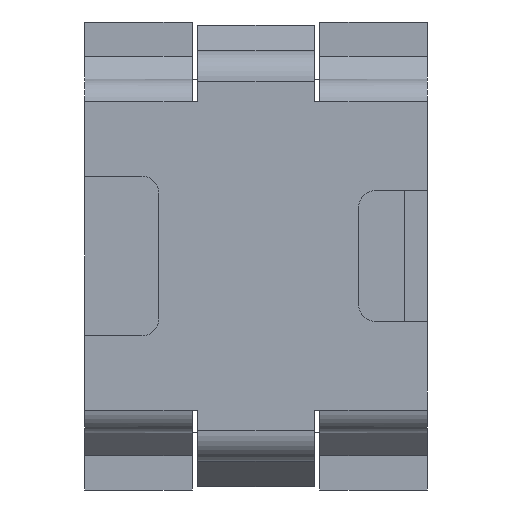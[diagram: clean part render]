
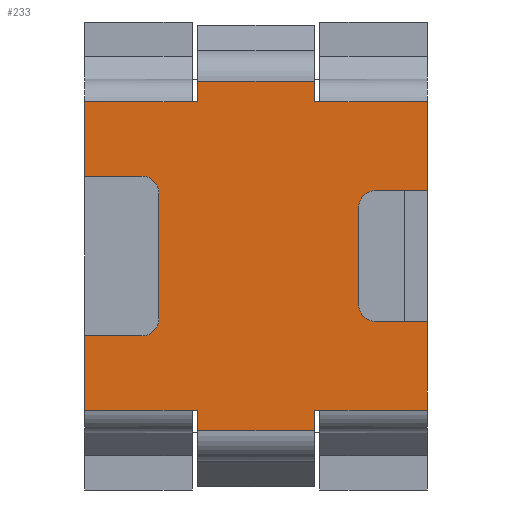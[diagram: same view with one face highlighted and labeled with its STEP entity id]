
A CAD part, front view. The second image highlights one B-rep face of the part: STEP entity #233.
In plain terms, the highlighted planar face has unit normal (0, -1, 0).
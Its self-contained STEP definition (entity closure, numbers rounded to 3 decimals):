
#233=ADVANCED_FACE('',(#939),#941,.T.);
#939=FACE_BOUND('',#940,.T.);
#940=EDGE_LOOP('',(#1525,#1526,#1527,#1528,#1529,#1530,#1531,#1532,#1533,#1534,#1535,
#1536,#1537,#1538,#1539,#1540,#1541,#1542,#1543,#1544,#1545,#1546,#1547,#1548,#1549,
#1550,#1551,#1552));
#941=PLANE('',#942);
#942=AXIS2_PLACEMENT_3D('',#943,#944,#945);
#943=CARTESIAN_POINT('',(0.,-62.5,0.));
#944=DIRECTION('',(0.,-1.,0.));
#945=DIRECTION('',(0.,0.,1.));
#1525=ORIENTED_EDGE('',*,*,#1985,.F.);
#1526=ORIENTED_EDGE('',*,*,#1986,.T.);
#1527=ORIENTED_EDGE('',*,*,#1987,.F.);
#1528=ORIENTED_EDGE('',*,*,#1988,.T.);
#1529=ORIENTED_EDGE('',*,*,#1989,.T.);
#1530=ORIENTED_EDGE('',*,*,#1990,.F.);
#1531=ORIENTED_EDGE('',*,*,#1991,.T.);
#1532=ORIENTED_EDGE('',*,*,#1926,.T.);
#1533=ORIENTED_EDGE('',*,*,#1992,.T.);
#1534=ORIENTED_EDGE('',*,*,#1930,.F.);
#1535=ORIENTED_EDGE('',*,*,#1993,.T.);
#1536=ORIENTED_EDGE('',*,*,#1994,.F.);
#1537=ORIENTED_EDGE('',*,*,#1995,.T.);
#1538=ORIENTED_EDGE('',*,*,#1996,.T.);
#1539=ORIENTED_EDGE('',*,*,#1997,.F.);
#1540=ORIENTED_EDGE('',*,*,#1998,.T.);
#1541=ORIENTED_EDGE('',*,*,#1999,.F.);
#1542=ORIENTED_EDGE('',*,*,#2000,.T.);
#1543=ORIENTED_EDGE('',*,*,#2001,.T.);
#1544=ORIENTED_EDGE('',*,*,#2002,.F.);
#1545=ORIENTED_EDGE('',*,*,#2003,.T.);
#1546=ORIENTED_EDGE('',*,*,#1893,.F.);
#1547=ORIENTED_EDGE('',*,*,#1984,.F.);
#1548=ORIENTED_EDGE('',*,*,#1899,.T.);
#1549=ORIENTED_EDGE('',*,*,#2004,.T.);
#1550=ORIENTED_EDGE('',*,*,#2005,.F.);
#1551=ORIENTED_EDGE('',*,*,#2006,.T.);
#1552=ORIENTED_EDGE('',*,*,#2007,.T.);
#1893=EDGE_CURVE('',#2158,#2160,#2161,.T.);
#1899=EDGE_CURVE('',#2172,#2170,#2173,.T.);
#1926=EDGE_CURVE('',#2199,#2224,#2226,.T.);
#1930=EDGE_CURVE('',#2232,#2234,#2235,.T.);
#1984=EDGE_CURVE('',#2172,#2158,#2322,.T.);
#1985=EDGE_CURVE('',#2323,#2324,#2325,.F.);
#1986=EDGE_CURVE('',#2323,#2326,#2327,.F.);
#1987=EDGE_CURVE('',#2328,#2326,#2329,.F.);
#1988=EDGE_CURVE('',#2328,#2330,#2331,.F.);
#1989=EDGE_CURVE('',#2330,#2332,#2333,.T.);
#1990=EDGE_CURVE('',#2334,#2332,#2335,.F.);
#1991=EDGE_CURVE('',#2334,#2199,#2336,.F.);
#1992=EDGE_CURVE('',#2224,#2234,#2337,.T.);
#1993=EDGE_CURVE('',#2232,#2338,#2339,.F.);
#1994=EDGE_CURVE('',#2340,#2338,#2341,.F.);
#1995=EDGE_CURVE('',#2340,#2342,#2343,.T.);
#1996=EDGE_CURVE('',#2342,#2344,#2345,.F.);
#1997=EDGE_CURVE('',#2346,#2344,#2347,.F.);
#1998=EDGE_CURVE('',#2346,#2348,#2349,.F.);
#1999=EDGE_CURVE('',#2350,#2348,#2351,.F.);
#2000=EDGE_CURVE('',#2350,#2352,#2353,.F.);
#2001=EDGE_CURVE('',#2352,#2354,#2355,.T.);
#2002=EDGE_CURVE('',#2356,#2354,#2357,.F.);
#2003=EDGE_CURVE('',#2356,#2160,#2358,.F.);
#2004=EDGE_CURVE('',#2170,#2359,#2360,.F.);
#2005=EDGE_CURVE('',#2361,#2359,#2362,.F.);
#2006=EDGE_CURVE('',#2361,#2363,#2364,.T.);
#2007=EDGE_CURVE('',#2363,#2324,#2365,.F.);
#2158=VERTEX_POINT('',#2600);
#2160=VERTEX_POINT('',#2605);
#2161=LINE('',#2606,#2607);
#2170=VERTEX_POINT('',#2626);
#2172=VERTEX_POINT('',#2630);
#2173=LINE('',#2631,#2632);
#2199=VERTEX_POINT('',#2689);
#2224=VERTEX_POINT('',#2740);
#2226=LINE('',#2745,#2746);
#2232=VERTEX_POINT('',#2758);
#2234=VERTEX_POINT('',#2762);
#2235=LINE('',#2763,#2764);
#2322=LINE('',#2966,#2967);
#2323=VERTEX_POINT('',#2969);
#2324=VERTEX_POINT('',#2970);
#2325=CIRCLE('',#2971,1.5);
#2326=VERTEX_POINT('',#2975);
#2327=LINE('',#2976,#2977);
#2328=VERTEX_POINT('',#2979);
#2329=CIRCLE('',#2980,1.5);
#2330=VERTEX_POINT('',#2984);
#2331=LINE('',#2985,#2986);
#2332=VERTEX_POINT('',#2988);
#2333=LINE('',#2989,#2990);
#2334=VERTEX_POINT('',#2992);
#2335=LINE('',#2993,#2994);
#2336=LINE('',#2996,#2997);
#2337=LINE('',#2999,#3000);
#2338=VERTEX_POINT('',#3002);
#2339=LINE('',#3003,#3004);
#2340=VERTEX_POINT('',#3006);
#2341=LINE('',#3007,#3008);
#2342=VERTEX_POINT('',#3010);
#2343=LINE('',#3011,#3012);
#2344=VERTEX_POINT('',#3014);
#2345=LINE('',#3015,#3016);
#2346=VERTEX_POINT('',#3018);
#2347=CIRCLE('',#3019,1.5);
#2348=VERTEX_POINT('',#3023);
#2349=LINE('',#3024,#3025);
#2350=VERTEX_POINT('',#3027);
#2351=CIRCLE('',#3028,1.5);
#2352=VERTEX_POINT('',#3032);
#2353=LINE('',#3033,#3034);
#2354=VERTEX_POINT('',#3036);
#2355=LINE('',#3037,#3038);
#2356=VERTEX_POINT('',#3040);
#2357=LINE('',#3041,#3042);
#2358=LINE('',#3044,#3045);
#2359=VERTEX_POINT('',#3047);
#2360=LINE('',#3048,#3049);
#2361=VERTEX_POINT('',#3051);
#2362=LINE('',#3052,#3053);
#2363=VERTEX_POINT('',#3055);
#2364=LINE('',#3056,#3057);
#2365=LINE('',#3059,#3060);
#2600=CARTESIAN_POINT('',(-4.1,-62.5,-15.3));
#2605=CARTESIAN_POINT('',(-4.1,-62.5,-13.5));
#2606=CARTESIAN_POINT('',(-4.1,-62.5,-15.3));
#2607=VECTOR('',#2608,1.);
#2608=DIRECTION('',(0.,0.,1.));
#2626=CARTESIAN_POINT('',(6.1,-62.5,-13.5));
#2630=CARTESIAN_POINT('',(6.1,-62.5,-15.3));
#2631=CARTESIAN_POINT('',(6.1,-62.5,-15.3));
#2632=VECTOR('',#2633,1.);
#2633=DIRECTION('',(0.,0.,1.));
#2689=CARTESIAN_POINT('',(6.1,-62.5,13.5));
#2740=CARTESIAN_POINT('',(6.1,-62.5,15.3));
#2745=CARTESIAN_POINT('',(6.1,-62.5,13.5));
#2746=VECTOR('',#2747,1.);
#2747=DIRECTION('',(0.,0.,1.));
#2758=CARTESIAN_POINT('',(-4.1,-62.5,13.5));
#2762=CARTESIAN_POINT('',(-4.1,-62.5,15.3));
#2763=CARTESIAN_POINT('',(-4.1,-62.5,13.5));
#2764=VECTOR('',#2765,1.);
#2765=DIRECTION('',(0.,0.,1.));
#2966=CARTESIAN_POINT('',(6.1,-62.5,-15.3));
#2967=VECTOR('',#2968,1.);
#2968=DIRECTION('',(-1.,0.,0.));
#2969=CARTESIAN_POINT('',(10.,-62.5,-4.25));
#2970=CARTESIAN_POINT('',(11.5,-62.5,-5.75));
#2971=AXIS2_PLACEMENT_3D('',#2972,#2973,#2974);
#2972=CARTESIAN_POINT('',(11.5,-62.5,-4.25));
#2973=DIRECTION('',(0.,1.,0.));
#2974=DIRECTION('',(0.,0.,-1.));
#2975=CARTESIAN_POINT('',(10.,-62.5,4.25));
#2976=CARTESIAN_POINT('',(10.,-62.5,4.25));
#2977=VECTOR('',#2978,1.);
#2978=DIRECTION('',(0.,0.,-1.));
#2979=CARTESIAN_POINT('',(11.5,-62.5,5.75));
#2980=AXIS2_PLACEMENT_3D('',#2981,#2982,#2983);
#2981=CARTESIAN_POINT('',(11.5,-62.5,4.25));
#2982=DIRECTION('',(0.,1.,0.));
#2983=DIRECTION('',(-1.,0.,0.));
#2984=CARTESIAN_POINT('',(16.,-62.5,5.75));
#2985=CARTESIAN_POINT('',(16.,-62.5,5.75));
#2986=VECTOR('',#2987,1.);
#2987=DIRECTION('',(-1.,0.,0.));
#2988=CARTESIAN_POINT('',(16.,-62.5,13.5));
#2989=CARTESIAN_POINT('',(16.,-62.5,5.75));
#2990=VECTOR('',#2991,1.);
#2991=DIRECTION('',(0.,0.,1.));
#2992=CARTESIAN_POINT('',(6.6,-62.5,13.5));
#2993=CARTESIAN_POINT('',(16.,-62.5,13.5));
#2994=VECTOR('',#2995,1.);
#2995=DIRECTION('',(-1.,0.,0.));
#2996=CARTESIAN_POINT('',(6.1,-62.5,13.5));
#2997=VECTOR('',#2998,1.);
#2998=DIRECTION('',(1.,0.,0.));
#2999=CARTESIAN_POINT('',(6.1,-62.5,15.3));
#3000=VECTOR('',#3001,1.);
#3001=DIRECTION('',(-1.,0.,0.));
#3002=CARTESIAN_POINT('',(-4.6,-62.5,13.5));
#3003=CARTESIAN_POINT('',(-4.6,-62.5,13.5));
#3004=VECTOR('',#3005,1.);
#3005=DIRECTION('',(1.,0.,0.));
#3006=CARTESIAN_POINT('',(-14.,-62.5,13.5));
#3007=CARTESIAN_POINT('',(-4.6,-62.5,13.5));
#3008=VECTOR('',#3009,1.);
#3009=DIRECTION('',(-1.,0.,0.));
#3010=CARTESIAN_POINT('',(-14.,-62.5,7.));
#3011=CARTESIAN_POINT('',(-14.,-62.5,13.5));
#3012=VECTOR('',#3013,1.);
#3013=DIRECTION('',(0.,0.,-1.));
#3014=CARTESIAN_POINT('',(-9.,-62.5,7.));
#3015=CARTESIAN_POINT('',(-9.,-62.5,7.));
#3016=VECTOR('',#3017,1.);
#3017=DIRECTION('',(-1.,0.,0.));
#3018=CARTESIAN_POINT('',(-7.5,-62.5,5.5));
#3019=AXIS2_PLACEMENT_3D('',#3020,#3021,#3022);
#3020=CARTESIAN_POINT('',(-9.,-62.5,5.5));
#3021=DIRECTION('',(0.,1.,0.));
#3022=DIRECTION('',(0.,0.,1.));
#3023=CARTESIAN_POINT('',(-7.5,-62.5,-5.5));
#3024=CARTESIAN_POINT('',(-7.5,-62.5,-5.5));
#3025=VECTOR('',#3026,1.);
#3026=DIRECTION('',(0.,0.,1.));
#3027=CARTESIAN_POINT('',(-9.,-62.5,-7.));
#3028=AXIS2_PLACEMENT_3D('',#3029,#3030,#3031);
#3029=CARTESIAN_POINT('',(-9.,-62.5,-5.5));
#3030=DIRECTION('',(0.,1.,0.));
#3031=DIRECTION('',(1.,0.,0.));
#3032=CARTESIAN_POINT('',(-14.,-62.5,-7.));
#3033=CARTESIAN_POINT('',(-14.,-62.5,-7.));
#3034=VECTOR('',#3035,1.);
#3035=DIRECTION('',(1.,0.,0.));
#3036=CARTESIAN_POINT('',(-14.,-62.5,-13.5));
#3037=CARTESIAN_POINT('',(-14.,-62.5,-7.));
#3038=VECTOR('',#3039,1.);
#3039=DIRECTION('',(0.,0.,-1.));
#3040=CARTESIAN_POINT('',(-4.6,-62.5,-13.5));
#3041=CARTESIAN_POINT('',(-14.,-62.5,-13.5));
#3042=VECTOR('',#3043,1.);
#3043=DIRECTION('',(1.,0.,0.));
#3044=CARTESIAN_POINT('',(-4.1,-62.5,-13.5));
#3045=VECTOR('',#3046,1.);
#3046=DIRECTION('',(-1.,0.,0.));
#3047=CARTESIAN_POINT('',(6.6,-62.5,-13.5));
#3048=CARTESIAN_POINT('',(6.6,-62.5,-13.5));
#3049=VECTOR('',#3050,1.);
#3050=DIRECTION('',(-1.,0.,0.));
#3051=CARTESIAN_POINT('',(16.,-62.5,-13.5));
#3052=CARTESIAN_POINT('',(6.6,-62.5,-13.5));
#3053=VECTOR('',#3054,1.);
#3054=DIRECTION('',(1.,0.,0.));
#3055=CARTESIAN_POINT('',(16.,-62.5,-5.75));
#3056=CARTESIAN_POINT('',(16.,-62.5,-13.5));
#3057=VECTOR('',#3058,1.);
#3058=DIRECTION('',(0.,0.,1.));
#3059=CARTESIAN_POINT('',(11.5,-62.5,-5.75));
#3060=VECTOR('',#3061,1.);
#3061=DIRECTION('',(1.,0.,0.));
